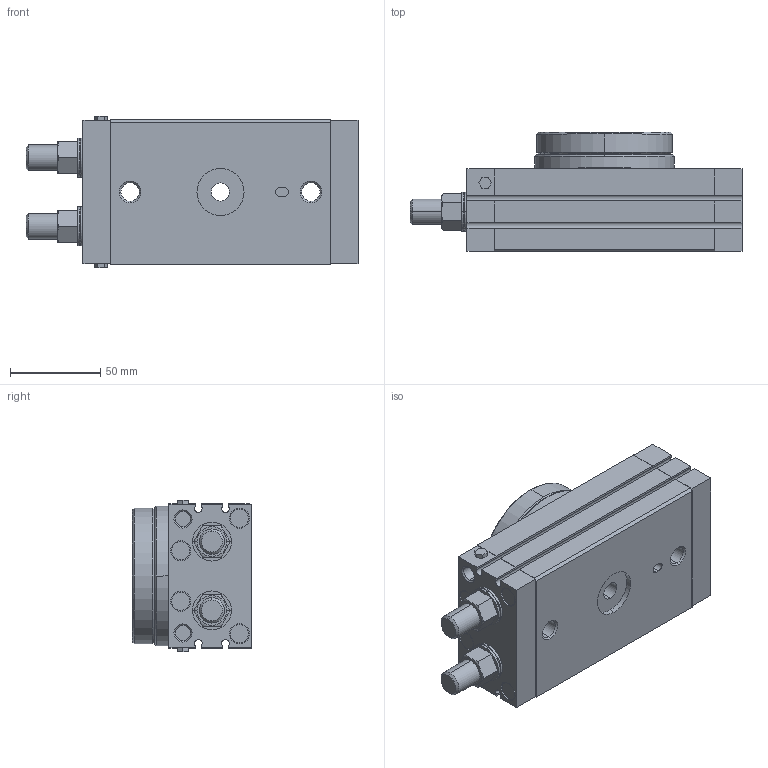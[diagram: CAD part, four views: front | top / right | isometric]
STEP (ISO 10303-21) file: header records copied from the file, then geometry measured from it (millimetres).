
FILE_DESCRIPTION (( 'STEP AP214' ), '1' );
FILE_NAME ('J50MD-M.step', '2017-07-18T19:55:35', ( '' ), ( '' ), 'SwSTEP 2.0', 'SolidWorks 2017', '' );
FILE_SCHEMA (( 'AUTOMOTIVE_DESIGN' ));
Length unit declared in the file: millimetre
Products named in the file (4): J50MD-M_M6_91290A310; J50MD-M_table; J50MD-M_body2; J50MD-M
Assembly tree (8 placements, depth 2):
  J50MD-M
    J50MD-M_body2
    J50MD-M_table
    J50MD-M_M6_91290A310  x6
Bounding box: 183.5 x 66 x 84 mm (x, y, z)
Volume: 614336.8 mm3; surface area: 85842.8 mm2
Topology: 8 solids, 8 shells, 605 faces, 1471 edges, 936 vertices
Faces by surface type: cylinder 282, plane 181, cone 122, bspline 12, torus 8
Entity records: 11217 total; most frequent: CARTESIAN_POINT 2878, DIRECTION 1731, ORIENTED_EDGE 1612, EDGE_CURVE 806, AXIS2_PLACEMENT_3D 662, VERTEX_POINT 521, EDGE_LOOP 415, LINE 407
